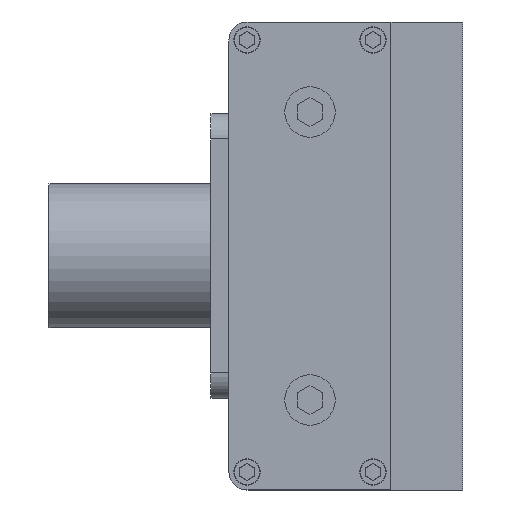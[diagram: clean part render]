
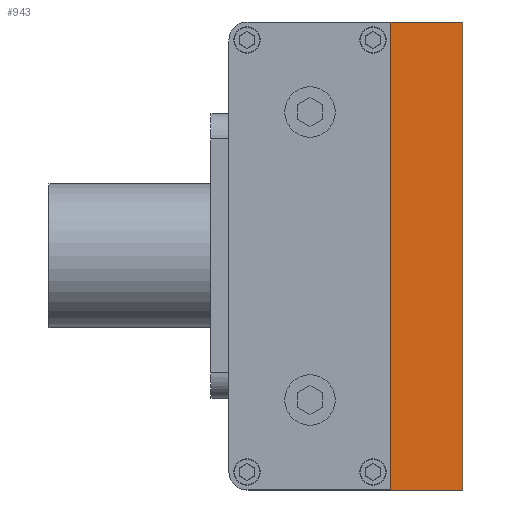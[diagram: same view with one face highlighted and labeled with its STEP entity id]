
A CAD part, left-side view. The second image highlights one B-rep face of the part: STEP entity #943.
In plain terms, the highlighted planar face has unit normal (-1, 0, 0).
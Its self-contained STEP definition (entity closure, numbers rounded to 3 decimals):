
#41 = EDGE_CURVE ( 'NONE', #7176, #6251, #8097, .T. ) ;
#175 = CARTESIAN_POINT ( 'NONE',  ( -491., 0., 65. ) ) ;
#419 = CARTESIAN_POINT ( 'NONE',  ( -491., -20., 65. ) ) ;
#577 = EDGE_CURVE ( 'NONE', #6251, #6402, #8478, .T. ) ;
#765 = ORIENTED_EDGE ( 'NONE', *, *, #3685, .T. ) ;
#943 = ADVANCED_FACE ( 'NONE', ( #10179 ), #2306, .F. ) ;
#1116 = DIRECTION ( 'NONE',  ( 0., 1., 0. ) ) ;
#1571 = AXIS2_PLACEMENT_3D ( 'NONE', #419, #9521, #4917 ) ;
#2306 = PLANE ( 'NONE',  #1571 ) ;
#2491 = ORIENTED_EDGE ( 'NONE', *, *, #577, .F. ) ;
#3062 = VECTOR ( 'NONE', #7382, 1000. ) ;
#3278 = VERTEX_POINT ( 'NONE', #175 ) ;
#3685 = EDGE_CURVE ( 'NONE', #3278, #6402, #5594, .T. ) ;
#4712 = CARTESIAN_POINT ( 'NONE',  ( -491., 0., 65. ) ) ;
#4778 = VECTOR ( 'NONE', #9598, 1000. ) ;
#4917 = DIRECTION ( 'NONE',  ( 0., 0., -1. ) ) ;
#5444 = CARTESIAN_POINT ( 'NONE',  ( -491., -20., 65. ) ) ;
#5500 = EDGE_LOOP ( 'NONE', ( #765, #2491, #8443, #10214 ) ) ;
#5594 = LINE ( 'NONE', #4712, #8246 ) ;
#6251 = VERTEX_POINT ( 'NONE', #11605 ) ;
#6402 = VERTEX_POINT ( 'NONE', #8888 ) ;
#6642 = CARTESIAN_POINT ( 'NONE',  ( -491., -20., -65. ) ) ;
#7176 = VERTEX_POINT ( 'NONE', #7523 ) ;
#7382 = DIRECTION ( 'NONE',  ( 0., 0., -1. ) ) ;
#7523 = CARTESIAN_POINT ( 'NONE',  ( -491., -20., 65. ) ) ;
#8097 = LINE ( 'NONE', #5444, #3062 ) ;
#8246 = VECTOR ( 'NONE', #8316, 1000. ) ;
#8316 = DIRECTION ( 'NONE',  ( 0., 0., -1. ) ) ;
#8443 = ORIENTED_EDGE ( 'NONE', *, *, #41, .F. ) ;
#8478 = LINE ( 'NONE', #6642, #4778 ) ;
#8888 = CARTESIAN_POINT ( 'NONE',  ( -491., 0., -65. ) ) ;
#9153 = CARTESIAN_POINT ( 'NONE',  ( -491., -20., 65. ) ) ;
#9521 = DIRECTION ( 'NONE',  ( 1., 0., 0. ) ) ;
#9523 = VECTOR ( 'NONE', #1116, 1000. ) ;
#9598 = DIRECTION ( 'NONE',  ( 0., 1., 0. ) ) ;
#10037 = LINE ( 'NONE', #9153, #9523 ) ;
#10179 = FACE_OUTER_BOUND ( 'NONE', #5500, .T. ) ;
#10214 = ORIENTED_EDGE ( 'NONE', *, *, #11177, .T. ) ;
#11177 = EDGE_CURVE ( 'NONE', #7176, #3278, #10037, .T. ) ;
#11605 = CARTESIAN_POINT ( 'NONE',  ( -491., -20., -65. ) ) ;
